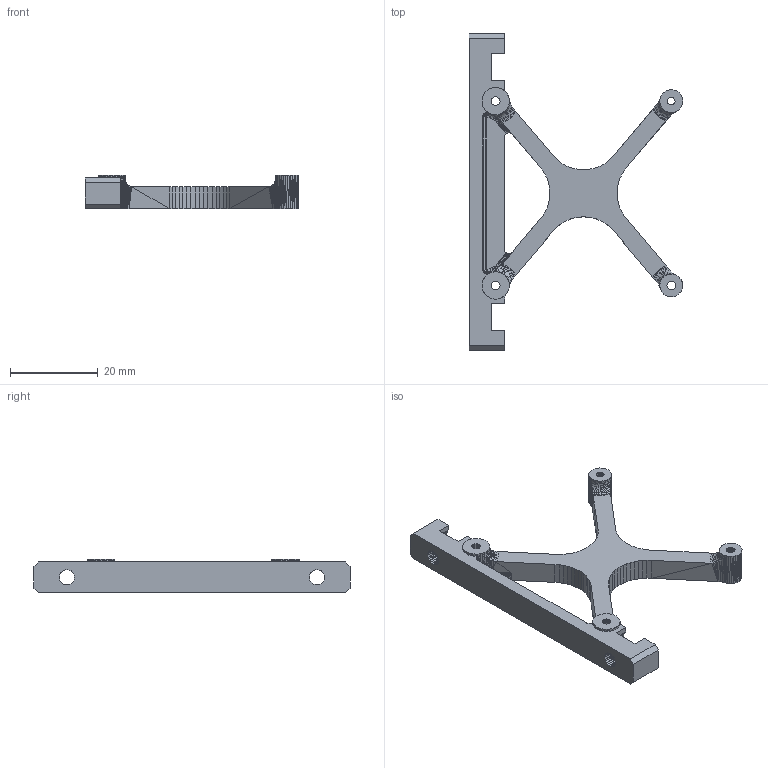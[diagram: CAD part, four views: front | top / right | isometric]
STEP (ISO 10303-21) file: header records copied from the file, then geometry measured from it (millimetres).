
FILE_DESCRIPTION(('FreeCAD Model'),'2;1');
FILE_NAME('./VORON-0/STLs/V0_Crew_Mods/OPzeroMount.step', '2020-04-30T21:53:11',('FreeCAD'),('FreeCAD'), 'Open CASCADE STEP processor 7.3','FreeCAD','Unknown');
FILE_SCHEMA(('AUTOMOTIVE_DESIGN { 1 0 10303 214 1 1 1 1 }'));
Length unit declared in the file: millimetre
Products named in the file (1): Open CASCADE STEP translator 7.3 1
Bounding box: 48.6 x 72 x 7.6 mm (x, y, z)
Surface area: 4661.7 mm2 (no closed solid volume)
Topology: 0 solids, 1 shells, 1845 faces, 3313 edges, 1469 vertices
Faces by surface type: plane 1845
Entity records: 40933 total; most frequent: DIRECTION 7005, CARTESIAN_POINT 6628, ORIENTED_EDGE 6626, EDGE_CURVE 3313, LINE 3313, VECTOR 3313, FACE_BOUND 1858, EDGE_LOOP 1858
